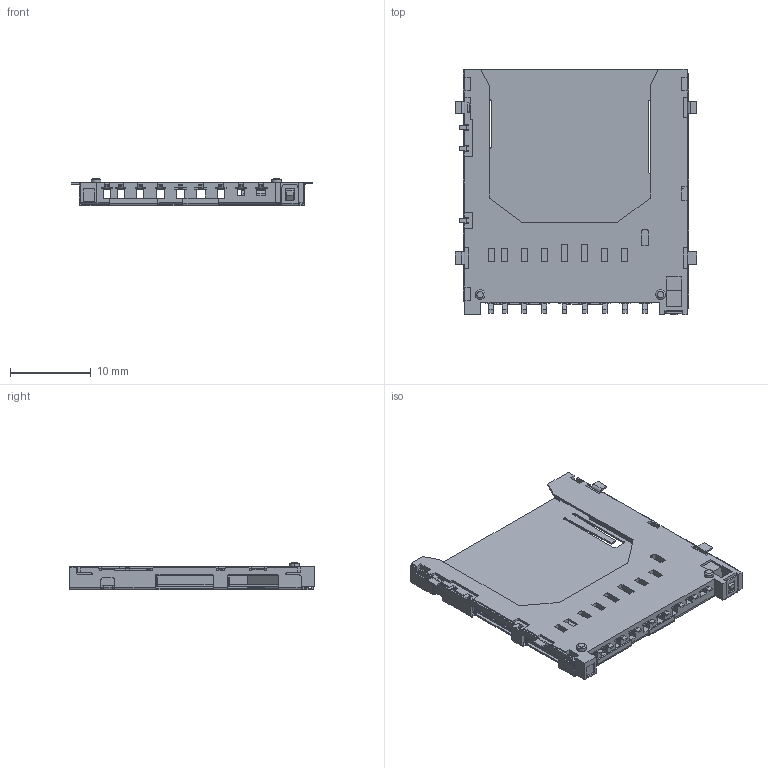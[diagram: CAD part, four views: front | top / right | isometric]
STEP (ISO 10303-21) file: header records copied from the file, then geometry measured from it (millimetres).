
FILE_DESCRIPTION(('CoCreate Modeling STEP Export'),'2;1');
FILE_NAME('DM1AA-SF-PEJ.stp','2014-01-09T13:12:00',(''),(''),'CoCreate Modeling STEP processor for AP214 (Solid Model)','CoCreate Modeling 17.0 01-Apr-2010 (C) Parametric Technology GmbH','');
FILE_SCHEMA(('AUTOMOTIVE_DESIGN { 1 0 10303 214 1 1 1 1 }'));
Length unit declared in the file: millimetre
Products named in the file (1): DM1AA-SF-PEJ
Bounding box: 30 x 30.5 x 3.45 mm (x, y, z)
Volume: 638.5 mm3; surface area: 3103.7 mm2
Topology: 1 solids, 1 shells, 945 faces, 2823 edges, 1835 vertices
Faces by surface type: plane 721, cylinder 220, cone 4
Entity records: 30595 total; most frequent: ORIENTED_EDGE 5646, CARTESIAN_POINT 5504, DIRECTION 4779, EDGE_CURVE 2823, VECTOR 2247, LINE 2247, VERTEX_POINT 1835, AXIS2_PLACEMENT_3D 1266
